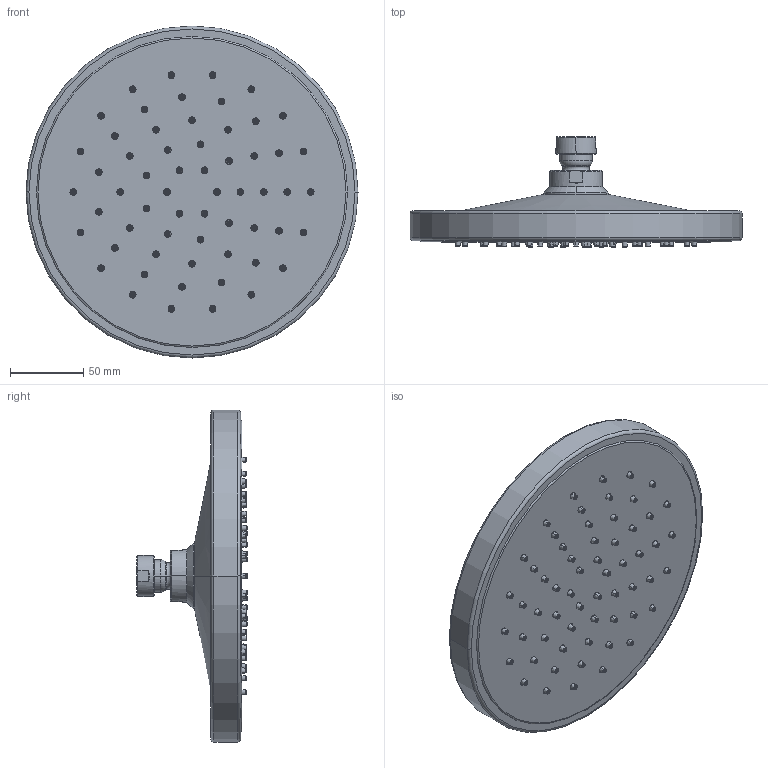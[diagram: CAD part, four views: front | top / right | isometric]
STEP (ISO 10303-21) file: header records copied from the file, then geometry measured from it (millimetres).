
FILE_DESCRIPTION((''),'2;1');
FILE_NAME('2153','2021-03-17T09:12:33',('rsmith'),(''),'CREO PARAMETRIC BY PTC INC, 2018400','CREO PARAMETRIC BY PTC INC, 2018400','');
FILE_SCHEMA(('AUTOMOTIVE_DESIGN { 1 0 10303 214 1 1 1 1 }'));
Length unit declared in the file: inch
Products named in the file (1): 2153
Bounding box: 226.06 x 75.15 x 226.06 mm (x, y, z)
Volume: 968277.3 mm3; surface area: 106968.5 mm2
Topology: 2 solids, 2 shells, 698 faces, 1452 edges, 920 vertices
Faces by surface type: cone 252, plane 198, torus 134, cylinder 112, sphere 2
Entity records: 34237 total; most frequent: CARTESIAN_POINT 13394, ORIENTED_EDGE 2904, DIRECTION 2564, PRESENTATION_STYLE_ASSIGNMENT 1710, STYLED_ITEM 1454, CURVE_STYLE 1452, EDGE_CURVE 1452, AXIS2_PLACEMENT_3D 1106
